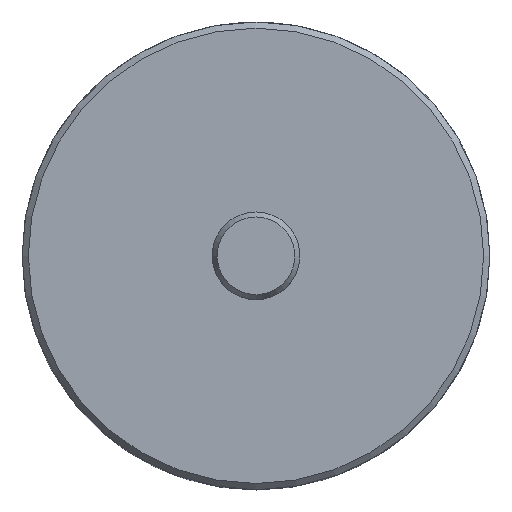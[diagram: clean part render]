
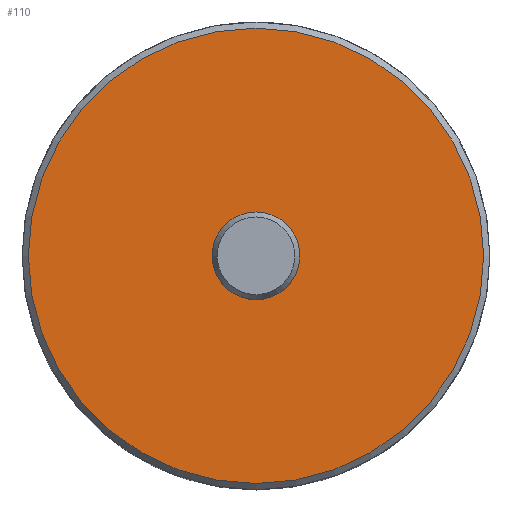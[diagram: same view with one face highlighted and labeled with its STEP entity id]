
A CAD part, top view. The second image highlights one B-rep face of the part: STEP entity #110.
In plain terms, the highlighted planar face has unit normal (0, 0, 1).
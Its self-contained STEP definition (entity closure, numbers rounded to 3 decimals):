
#110=ADVANCED_FACE('',(#195,#196),#163,.F.);
#163=PLANE('',#949);
#195=FACE_BOUND('',#232,.T.);
#196=FACE_BOUND('',#233,.T.);
#232=EDGE_LOOP('',(#304));
#233=EDGE_LOOP('',(#305));
#304=ORIENTED_EDGE('',*,*,#621,.T.);
#305=ORIENTED_EDGE('',*,*,#622,.F.);
#538=VERTEX_POINT('',#1337);
#539=VERTEX_POINT('',#1339);
#621=EDGE_CURVE('',#538,#538,#738,.T.);
#622=EDGE_CURVE('',#539,#539,#739,.T.);
#738=CIRCLE('',#947,3.);
#739=CIRCLE('',#948,15.575);
#947=AXIS2_PLACEMENT_3D('',#1336,#1060,#1061);
#948=AXIS2_PLACEMENT_3D('',#1338,#1062,#1063);
#949=AXIS2_PLACEMENT_3D('',#1340,#1064,#1065);
#1060=DIRECTION('',(0.,0.,-1.));
#1061=DIRECTION('',(-1.,0.,0.));
#1062=DIRECTION('',(0.,0.,-1.));
#1063=DIRECTION('',(-1.,0.,0.));
#1064=DIRECTION('',(0.,0.,-1.));
#1065=DIRECTION('',(0.,-1.,0.));
#1336=CARTESIAN_POINT('',(0.,0.,0.));
#1337=CARTESIAN_POINT('',(-3.,0.,0.));
#1338=CARTESIAN_POINT('',(0.,0.,0.));
#1339=CARTESIAN_POINT('',(-15.575,0.,0.));
#1340=CARTESIAN_POINT('',(0.,0.,0.));
